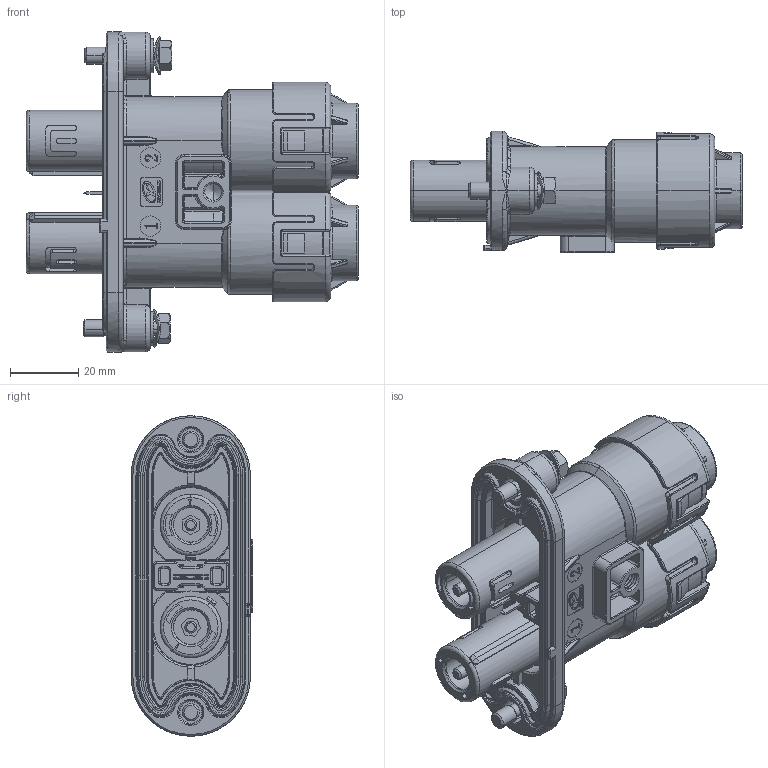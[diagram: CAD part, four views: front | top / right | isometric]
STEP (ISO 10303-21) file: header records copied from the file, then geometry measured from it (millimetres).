
FILE_DESCRIPTION (( 'STEP AP203' ), '1' );
FILE_NAME ('YGC1033A-EV-S2P-¢ñ²åÍ·.STEP', '2022-06-07T07:48:41', ( '' ), ( '' ), 'SwSTEP 2.0', 'SolidWorks 2018', '' );
FILE_SCHEMA (( 'CONFIG_CONTROL_DESIGN' ));
Length unit declared in the file: millimetre
Products named in the file (1): YGC1033A-EV-S2P-ｉ脣芛
Bounding box: 97.4 x 35.7 x 94 mm (x, y, z)
Volume: 110090.8 mm3; surface area: 42825.4 mm2
Topology: 8 solids, 24 shells, 2449 faces, 6282 edges, 3881 vertices
Faces by surface type: plane 1008, cylinder 731, torus 301, bspline 239, cone 157, sphere 13
Entity records: 87899 total; most frequent: CARTESIAN_POINT 30609, ORIENTED_EDGE 12464, DIRECTION 11420, EDGE_CURVE 6232, AXIS2_PLACEMENT_3D 4019, VERTEX_POINT 3877, LINE 3382, VECTOR 3382
